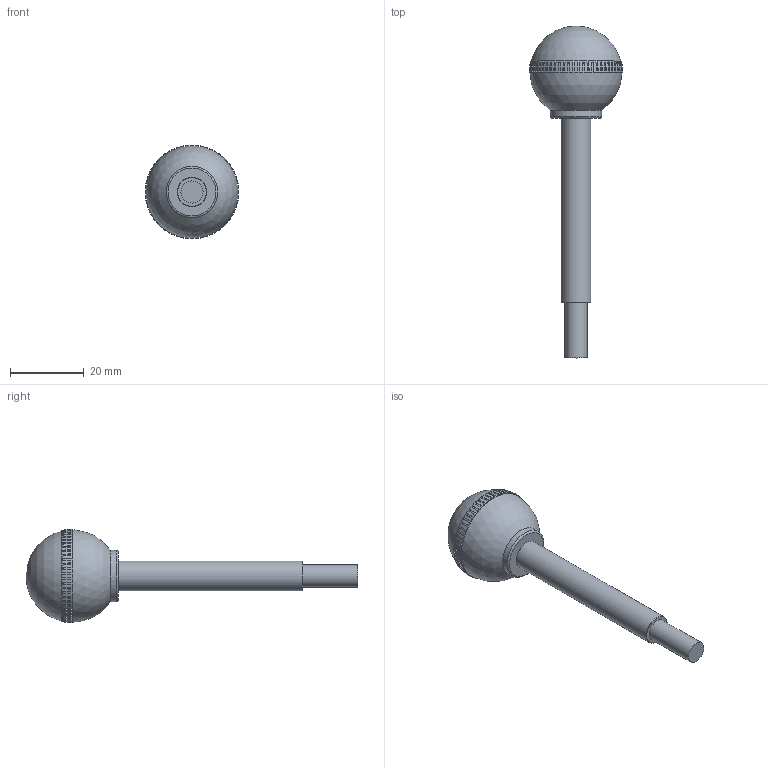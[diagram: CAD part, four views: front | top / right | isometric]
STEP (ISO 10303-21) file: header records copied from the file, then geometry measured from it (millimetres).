
FILE_DESCRIPTION(/* description */ (''),/* implementation_level */ '2;1');
FILE_NAME(/* name */ 'BLG6-25-50.stp',/* time_stamp */ '2023-05-16T14:00:02+09:00',/* author */ ('user'),/* organization */ (''),/* preprocessor_version */ 'ST-DEVELOPER v15.6',/* originating_system */ 'Autodesk Inventor 2015',/* authorisation */ '');
FILE_SCHEMA (('AUTOMOTIVE_DESIGN { 1 0 10303 214 3 1 1 }'));
Length unit declared in the file: millimetre
Products named in the file (3): BALL_D25; SPT6-50; BLG6-25-50
Bounding box: 25.4 x 90 x 25.4 mm (x, y, z)
Volume: 11019.4 mm3; surface area: 4327.7 mm2
Topology: 2 solids, 2 shells, 315 faces, 747 edges, 497 vertices
Faces by surface type: plane 246, sphere 61, cylinder 5, cone 2, torus 1
Full cylindrical faces by diameter (mm): 6 x3, 8 x1, 14 x1
Entity records: 9363 total; most frequent: DIRECTION 1866, CARTESIAN_POINT 1546, ORIENTED_EDGE 1466, AXIS2_PLACEMENT_3D 813, EDGE_CURVE 733, CIRCLE 493, VERTEX_POINT 493, EDGE_LOOP 386
